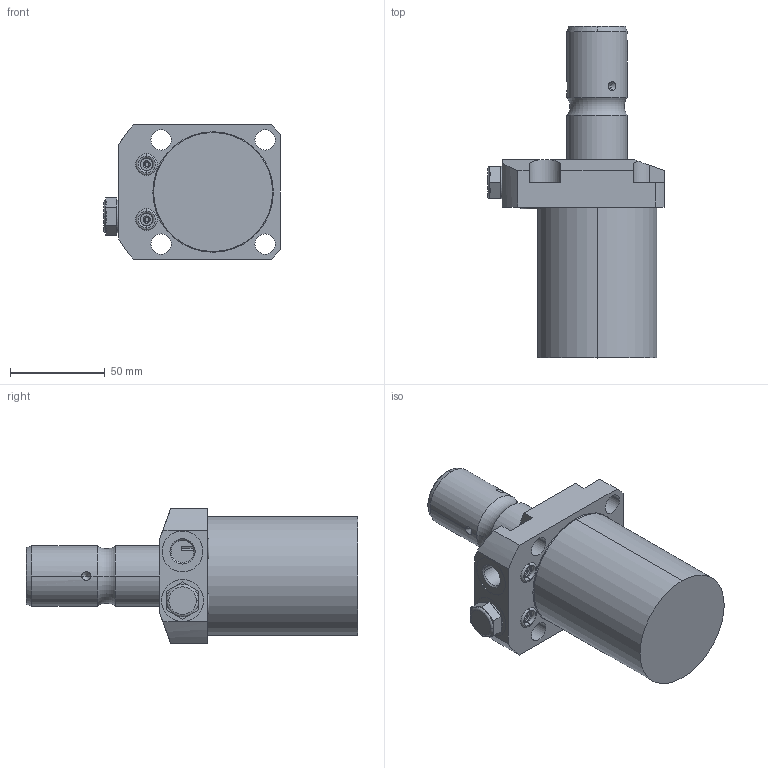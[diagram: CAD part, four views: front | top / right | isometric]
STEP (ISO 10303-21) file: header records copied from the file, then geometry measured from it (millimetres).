
FILE_DESCRIPTION((''),'2;1');
FILE_NAME('ILCM41462212','2018-10-03T',('ngp'),(''),'PRO/ENGINEER BY PARAMETRIC TECHNOLOGY CORPORATION, 2013320','PRO/ENGINEER BY PARAMETRIC TECHNOLOGY CORPORATION, 2013320','');
FILE_SCHEMA(('AUTOMOTIVE_DESIGN { 1 0 10303 214 1 1 1 1 }'));
Length unit declared in the file: millimetre
Products named in the file (1): ILCM41462212
Bounding box: 93.11 x 175.03 x 70.87 mm (x, y, z)
Volume: 424929.5 mm3; surface area: 45234.2 mm2
Topology: 3 solids, 3 shells, 143 faces, 347 edges, 213 vertices
Faces by surface type: plane 63, cylinder 48, torus 16, cone 16
Entity records: 4390 total; most frequent: CARTESIAN_POINT 853, DIRECTION 747, ORIENTED_EDGE 682, EDGE_CURVE 341, AXIS2_PLACEMENT_3D 285, VERTEX_POINT 213, VECTOR 177, LINE 177
